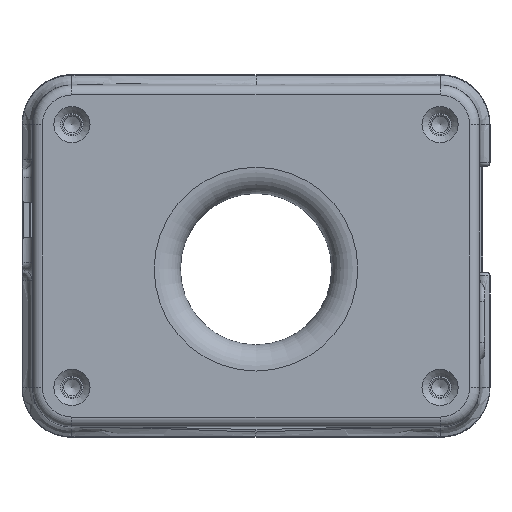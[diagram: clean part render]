
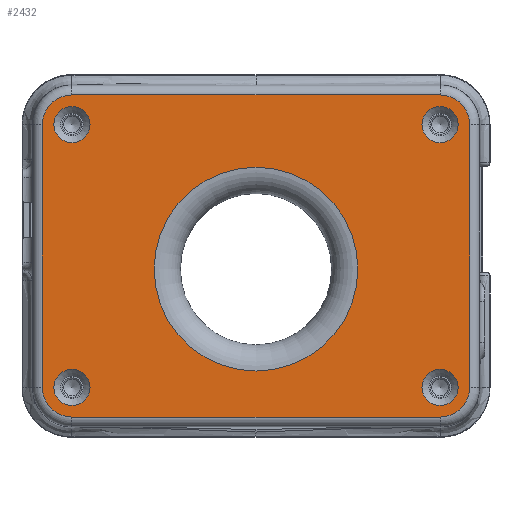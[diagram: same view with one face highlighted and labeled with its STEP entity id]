
A CAD part, front view. The second image highlights one B-rep face of the part: STEP entity #2432.
In plain terms, the highlighted planar face has unit normal (0, -1, 0).
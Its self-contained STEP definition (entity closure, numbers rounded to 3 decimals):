
#2432=ADVANCED_FACE('',(#6546,#6547,#6548,#6549,#6550,#6551),#3003,.F.);
#3003=PLANE('',#19240);
#3723=CIRCLE('',#19231,15.5);
#3724=CIRCLE('',#19232,2.75);
#3725=CIRCLE('',#19233,2.75);
#3726=CIRCLE('',#19234,2.75);
#3727=CIRCLE('',#19235,2.75);
#3728=CIRCLE('',#19236,4.5);
#3729=CIRCLE('',#19237,4.5);
#3730=CIRCLE('',#19238,4.5);
#3731=CIRCLE('',#19239,4.5);
#4877=LINE('',#34711,#6167);
#4878=LINE('',#34715,#6168);
#4879=LINE('',#34719,#6169);
#4880=LINE('',#34723,#6170);
#6167=VECTOR('',#23455,1.);
#6168=VECTOR('',#23458,1.);
#6169=VECTOR('',#23461,1.);
#6170=VECTOR('',#23464,1.);
#6546=FACE_BOUND('',#7602,.T.);
#6547=FACE_BOUND('',#7603,.T.);
#6548=FACE_BOUND('',#7604,.T.);
#6549=FACE_BOUND('',#7605,.T.);
#6550=FACE_BOUND('',#7606,.T.);
#6551=FACE_BOUND('',#7607,.T.);
#7602=EDGE_LOOP('',(#12206));
#7603=EDGE_LOOP('',(#12207));
#7604=EDGE_LOOP('',(#12208));
#7605=EDGE_LOOP('',(#12209));
#7606=EDGE_LOOP('',(#12210));
#7607=EDGE_LOOP('',(#12211,#12212,#12213,#12214,#12215,#12216,#12217,#12218));
#12206=ORIENTED_EDGE('',*,*,#16830,.T.);
#12207=ORIENTED_EDGE('',*,*,#16831,.T.);
#12208=ORIENTED_EDGE('',*,*,#16832,.T.);
#12209=ORIENTED_EDGE('',*,*,#16833,.T.);
#12210=ORIENTED_EDGE('',*,*,#16834,.T.);
#12211=ORIENTED_EDGE('',*,*,#16835,.T.);
#12212=ORIENTED_EDGE('',*,*,#16836,.T.);
#12213=ORIENTED_EDGE('',*,*,#16837,.T.);
#12214=ORIENTED_EDGE('',*,*,#16838,.T.);
#12215=ORIENTED_EDGE('',*,*,#16839,.T.);
#12216=ORIENTED_EDGE('',*,*,#16840,.T.);
#12217=ORIENTED_EDGE('',*,*,#16841,.T.);
#12218=ORIENTED_EDGE('',*,*,#16842,.T.);
#14417=VERTEX_POINT('',#34699);
#14418=VERTEX_POINT('',#34701);
#14419=VERTEX_POINT('',#34703);
#14420=VERTEX_POINT('',#34705);
#14421=VERTEX_POINT('',#34707);
#14422=VERTEX_POINT('',#34709);
#14423=VERTEX_POINT('',#34710);
#14424=VERTEX_POINT('',#34712);
#14425=VERTEX_POINT('',#34714);
#14426=VERTEX_POINT('',#34716);
#14427=VERTEX_POINT('',#34718);
#14428=VERTEX_POINT('',#34720);
#14429=VERTEX_POINT('',#34722);
#16830=EDGE_CURVE('',#14417,#14417,#3723,.T.);
#16831=EDGE_CURVE('',#14418,#14418,#3724,.T.);
#16832=EDGE_CURVE('',#14419,#14419,#3725,.T.);
#16833=EDGE_CURVE('',#14420,#14420,#3726,.T.);
#16834=EDGE_CURVE('',#14421,#14421,#3727,.T.);
#16835=EDGE_CURVE('',#14422,#14423,#3728,.T.);
#16836=EDGE_CURVE('',#14423,#14424,#4877,.T.);
#16837=EDGE_CURVE('',#14424,#14425,#3729,.T.);
#16838=EDGE_CURVE('',#14425,#14426,#4878,.T.);
#16839=EDGE_CURVE('',#14426,#14427,#3730,.T.);
#16840=EDGE_CURVE('',#14427,#14428,#4879,.T.);
#16841=EDGE_CURVE('',#14428,#14429,#3731,.T.);
#16842=EDGE_CURVE('',#14429,#14422,#4880,.T.);
#19231=AXIS2_PLACEMENT_3D('',#34698,#23443,#23444);
#19232=AXIS2_PLACEMENT_3D('',#34700,#23445,#23446);
#19233=AXIS2_PLACEMENT_3D('',#34702,#23447,#23448);
#19234=AXIS2_PLACEMENT_3D('',#34704,#23449,#23450);
#19235=AXIS2_PLACEMENT_3D('',#34706,#23451,#23452);
#19236=AXIS2_PLACEMENT_3D('',#34708,#23453,#23454);
#19237=AXIS2_PLACEMENT_3D('',#34713,#23456,#23457);
#19238=AXIS2_PLACEMENT_3D('',#34717,#23459,#23460);
#19239=AXIS2_PLACEMENT_3D('',#34721,#23462,#23463);
#19240=AXIS2_PLACEMENT_3D('',#34724,#23465,#23466);
#23443=DIRECTION('',(0.,1.,0.));
#23444=DIRECTION('',(0.,0.,1.));
#23445=DIRECTION('',(0.,1.,0.));
#23446=DIRECTION('',(0.,0.,1.));
#23447=DIRECTION('',(0.,1.,0.));
#23448=DIRECTION('',(0.,0.,1.));
#23449=DIRECTION('',(0.,1.,0.));
#23450=DIRECTION('',(0.,0.,1.));
#23451=DIRECTION('',(0.,1.,0.));
#23452=DIRECTION('',(0.,0.,1.));
#23453=DIRECTION('',(0.,-1.,0.));
#23454=DIRECTION('',(0.,0.,1.));
#23455=DIRECTION('',(-1.,0.,0.));
#23456=DIRECTION('',(0.,-1.,0.));
#23457=DIRECTION('',(0.,0.,1.));
#23458=DIRECTION('',(0.,0.,-1.));
#23459=DIRECTION('',(0.,-1.,0.));
#23460=DIRECTION('',(0.,0.,1.));
#23461=DIRECTION('',(1.,0.,0.));
#23462=DIRECTION('',(0.,-1.,0.));
#23463=DIRECTION('',(0.,0.,1.));
#23464=DIRECTION('',(0.,0.,1.));
#23465=DIRECTION('',(0.,1.,0.));
#23466=DIRECTION('',(0.,0.,1.));
#34698=CARTESIAN_POINT('',(0.,-91.75,20.));
#34699=CARTESIAN_POINT('',(0.,-91.75,35.5));
#34700=CARTESIAN_POINT('',(28.,-91.75,42.));
#34701=CARTESIAN_POINT('',(28.,-91.75,44.75));
#34702=CARTESIAN_POINT('',(28.,-91.75,2.));
#34703=CARTESIAN_POINT('',(28.,-91.75,4.75));
#34704=CARTESIAN_POINT('',(-28.,-91.75,42.));
#34705=CARTESIAN_POINT('',(-28.,-91.75,44.75));
#34706=CARTESIAN_POINT('',(-28.,-91.75,2.));
#34707=CARTESIAN_POINT('',(-28.,-91.75,4.75));
#34708=CARTESIAN_POINT('',(28.,-91.75,42.));
#34709=CARTESIAN_POINT('',(32.5,-91.75,42.));
#34710=CARTESIAN_POINT('',(28.,-91.75,46.5));
#34711=CARTESIAN_POINT('',(-28.,-91.75,46.5));
#34712=CARTESIAN_POINT('',(-28.,-91.75,46.5));
#34713=CARTESIAN_POINT('',(-28.,-91.75,42.));
#34714=CARTESIAN_POINT('',(-32.5,-91.75,42.));
#34715=CARTESIAN_POINT('',(-32.5,-91.75,2.));
#34716=CARTESIAN_POINT('',(-32.5,-91.75,2.));
#34717=CARTESIAN_POINT('',(-28.,-91.75,2.));
#34718=CARTESIAN_POINT('',(-28.,-91.75,-2.5));
#34719=CARTESIAN_POINT('',(-28.,-91.75,-2.5));
#34720=CARTESIAN_POINT('',(28.,-91.75,-2.5));
#34721=CARTESIAN_POINT('',(28.,-91.75,2.));
#34722=CARTESIAN_POINT('',(32.5,-91.75,2.));
#34723=CARTESIAN_POINT('',(32.5,-91.75,2.));
#34724=CARTESIAN_POINT('',(-28.,-91.75,2.));
